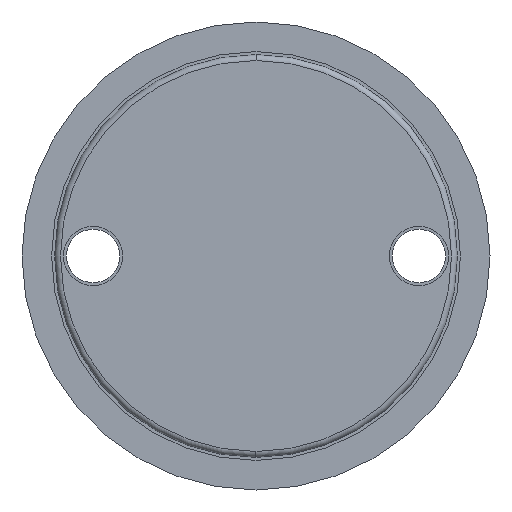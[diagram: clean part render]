
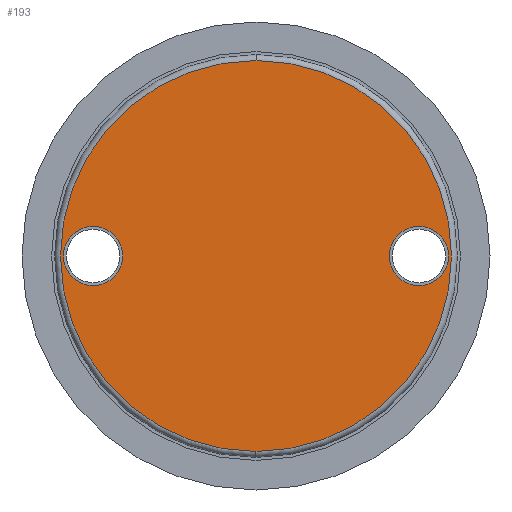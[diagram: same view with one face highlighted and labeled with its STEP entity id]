
A CAD part, front view. The second image highlights one B-rep face of the part: STEP entity #193.
In plain terms, the highlighted planar face has unit normal (0, -1, 0).
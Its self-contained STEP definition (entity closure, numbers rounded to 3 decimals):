
#30 = AXIS2_PLACEMENT_3D ( 'NONE', #63, #2292, #2310 ) ;
#39 = CIRCLE ( 'NONE', #48, 5. ) ;
#48 = AXIS2_PLACEMENT_3D ( 'NONE', #828, #3791, #803 ) ;
#63 = CARTESIAN_POINT ( 'NONE',  ( 27.5, 0., 0. ) ) ;
#193 = ADVANCED_FACE ( 'NONE', ( #1045, #2040, #1761 ), #3956, .T. ) ;
#220 = AXIS2_PLACEMENT_3D ( 'NONE', #4025, #3086, #1703 ) ;
#241 = CARTESIAN_POINT ( 'NONE',  ( 27.5, 0., 0. ) ) ;
#313 = CIRCLE ( 'NONE', #2421, 33. ) ;
#332 = EDGE_CURVE ( 'NONE', #1425, #1436, #2795, .T. ) ;
#550 = VERTEX_POINT ( 'NONE', #2716 ) ;
#690 = DIRECTION ( 'NONE',  ( 1., 0., 0. ) ) ;
#709 = EDGE_LOOP ( 'NONE', ( #1334, #2137 ) ) ;
#803 = DIRECTION ( 'NONE',  ( 0., 0., -1. ) ) ;
#828 = CARTESIAN_POINT ( 'NONE',  ( -27.5, 0., 0. ) ) ;
#910 = VERTEX_POINT ( 'NONE', #3588 ) ;
#962 = AXIS2_PLACEMENT_3D ( 'NONE', #1670, #3345, #690 ) ;
#1045 = FACE_OUTER_BOUND ( 'NONE', #709, .T. ) ;
#1071 = EDGE_CURVE ( 'NONE', #3122, #910, #1501, .T. ) ;
#1334 = ORIENTED_EDGE ( 'NONE', *, *, #332, .T. ) ;
#1377 = EDGE_CURVE ( 'NONE', #3412, #550, #2045, .T. ) ;
#1415 = CARTESIAN_POINT ( 'NONE',  ( -27.5, 0., 5. ) ) ;
#1425 = VERTEX_POINT ( 'NONE', #2190 ) ;
#1436 = VERTEX_POINT ( 'NONE', #3467 ) ;
#1501 = CIRCLE ( 'NONE', #1851, 5. ) ;
#1670 = CARTESIAN_POINT ( 'NONE',  ( -33.366, 0., -33. ) ) ;
#1703 = DIRECTION ( 'NONE',  ( 0., 0., -1. ) ) ;
#1754 = ORIENTED_EDGE ( 'NONE', *, *, #3213, .F. ) ;
#1761 = FACE_BOUND ( 'NONE', #3919, .T. ) ;
#1818 = DIRECTION ( 'NONE',  ( 0., -1., 0. ) ) ;
#1851 = AXIS2_PLACEMENT_3D ( 'NONE', #241, #4162, #3155 ) ;
#1890 = CARTESIAN_POINT ( 'NONE',  ( 27.5, 0., 5. ) ) ;
#2040 = FACE_BOUND ( 'NONE', #2900, .T. ) ;
#2045 = CIRCLE ( 'NONE', #220, 5. ) ;
#2129 = EDGE_CURVE ( 'NONE', #1436, #1425, #313, .T. ) ;
#2137 = ORIENTED_EDGE ( 'NONE', *, *, #2129, .T. ) ;
#2190 = CARTESIAN_POINT ( 'NONE',  ( 0., 0., 33. ) ) ;
#2248 = DIRECTION ( 'NONE',  ( 0., 0., 1. ) ) ;
#2292 = DIRECTION ( 'NONE',  ( 0., -1., 0. ) ) ;
#2310 = DIRECTION ( 'NONE',  ( 0., 0., -1. ) ) ;
#2344 = ORIENTED_EDGE ( 'NONE', *, *, #4117, .T. ) ;
#2412 = CIRCLE ( 'NONE', #30, 5. ) ;
#2421 = AXIS2_PLACEMENT_3D ( 'NONE', #2779, #1818, #3161 ) ;
#2716 = CARTESIAN_POINT ( 'NONE',  ( -27.5, 0., -5. ) ) ;
#2741 = ORIENTED_EDGE ( 'NONE', *, *, #1071, .F. ) ;
#2779 = CARTESIAN_POINT ( 'NONE',  ( 0., 0., 0. ) ) ;
#2795 = CIRCLE ( 'NONE', #3400, 33. ) ;
#2900 = EDGE_LOOP ( 'NONE', ( #2989, #2344 ) ) ;
#2909 = DIRECTION ( 'NONE',  ( 0., -1., 0. ) ) ;
#2989 = ORIENTED_EDGE ( 'NONE', *, *, #1377, .T. ) ;
#3086 = DIRECTION ( 'NONE',  ( 0., 1., 0. ) ) ;
#3122 = VERTEX_POINT ( 'NONE', #1890 ) ;
#3155 = DIRECTION ( 'NONE',  ( 0., 0., -1. ) ) ;
#3161 = DIRECTION ( 'NONE',  ( 0., 0., 1. ) ) ;
#3213 = EDGE_CURVE ( 'NONE', #910, #3122, #2412, .T. ) ;
#3345 = DIRECTION ( 'NONE',  ( 0., -1., 0. ) ) ;
#3400 = AXIS2_PLACEMENT_3D ( 'NONE', #3868, #2909, #2248 ) ;
#3412 = VERTEX_POINT ( 'NONE', #1415 ) ;
#3467 = CARTESIAN_POINT ( 'NONE',  ( 0., 0., -33. ) ) ;
#3588 = CARTESIAN_POINT ( 'NONE',  ( 27.5, 0., -5. ) ) ;
#3791 = DIRECTION ( 'NONE',  ( 0., 1., 0. ) ) ;
#3868 = CARTESIAN_POINT ( 'NONE',  ( 0., 0., 0. ) ) ;
#3919 = EDGE_LOOP ( 'NONE', ( #2741, #1754 ) ) ;
#3956 = PLANE ( 'NONE',  #962 ) ;
#4025 = CARTESIAN_POINT ( 'NONE',  ( -27.5, 0., 0. ) ) ;
#4117 = EDGE_CURVE ( 'NONE', #550, #3412, #39, .T. ) ;
#4162 = DIRECTION ( 'NONE',  ( 0., -1., 0. ) ) ;
